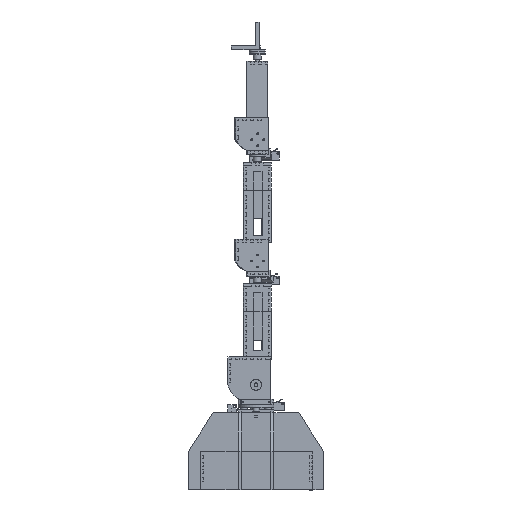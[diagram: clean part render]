
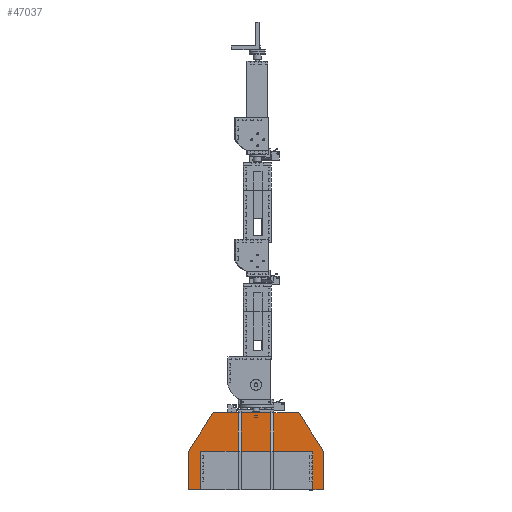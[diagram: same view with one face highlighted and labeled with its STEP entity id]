
A CAD part, front view. The second image highlights one B-rep face of the part: STEP entity #47037.
In plain terms, the highlighted planar face has unit normal (0, -1, 0).
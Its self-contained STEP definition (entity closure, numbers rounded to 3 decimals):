
#3138=FACE_OUTER_BOUND('',#5689,.T.);
#5689=EDGE_LOOP('',(#37633,#37634,#37635,#37636,#37637,#37638,#37639,#37640,
#37641,#37642,#37643,#37644,#37645,#37646,#37647,#37648,#37649,#37650,#37651,
#37652,#37653,#37654));
#10427=LINE('',#71970,#16618);
#10431=LINE('',#71979,#16622);
#10435=LINE('',#71986,#16626);
#10438=LINE('',#71992,#16629);
#10459=LINE('',#72033,#16650);
#10461=LINE('',#72037,#16652);
#10463=LINE('',#72041,#16654);
#10465=LINE('',#72045,#16656);
#10467=LINE('',#72049,#16658);
#10468=LINE('',#72051,#16659);
#10470=LINE('',#72055,#16661);
#10472=LINE('',#72060,#16663);
#10475=LINE('',#72065,#16666);
#10476=LINE('',#72068,#16667);
#10478=LINE('',#72071,#16669);
#10479=LINE('',#72074,#16670);
#10481=LINE('',#72077,#16672);
#10482=LINE('',#72079,#16673);
#10483=LINE('',#72081,#16674);
#10484=LINE('',#72083,#16675);
#10485=LINE('',#72085,#16676);
#10486=LINE('',#72086,#16677);
#16618=VECTOR('',#58562,10.);
#16622=VECTOR('',#58568,10.);
#16626=VECTOR('',#58574,10.);
#16629=VECTOR('',#58579,10.);
#16650=VECTOR('',#58604,10.);
#16652=VECTOR('',#58608,10.);
#16654=VECTOR('',#58612,10.);
#16656=VECTOR('',#58616,10.);
#16658=VECTOR('',#58620,10.);
#16659=VECTOR('',#58623,10.);
#16661=VECTOR('',#58627,10.);
#16663=VECTOR('',#58631,10.);
#16666=VECTOR('',#58636,10.);
#16667=VECTOR('',#58639,10.);
#16669=VECTOR('',#58643,10.);
#16670=VECTOR('',#58646,10.);
#16672=VECTOR('',#58650,10.);
#16673=VECTOR('',#58651,10.);
#16674=VECTOR('',#58652,10.);
#16675=VECTOR('',#58653,10.);
#16676=VECTOR('',#58654,10.);
#16677=VECTOR('',#58655,10.);
#21727=VERTEX_POINT('',#71967);
#21728=VERTEX_POINT('',#71969);
#21731=VERTEX_POINT('',#71976);
#21732=VERTEX_POINT('',#71978);
#21734=VERTEX_POINT('',#71984);
#21736=VERTEX_POINT('',#71990);
#21753=VERTEX_POINT('',#72029);
#21754=VERTEX_POINT('',#72031);
#21755=VERTEX_POINT('',#72035);
#21756=VERTEX_POINT('',#72039);
#21757=VERTEX_POINT('',#72043);
#21758=VERTEX_POINT('',#72047);
#21759=VERTEX_POINT('',#72053);
#21760=VERTEX_POINT('',#72057);
#21761=VERTEX_POINT('',#72059);
#21762=VERTEX_POINT('',#72063);
#21763=VERTEX_POINT('',#72067);
#21764=VERTEX_POINT('',#72073);
#21765=VERTEX_POINT('',#72078);
#21766=VERTEX_POINT('',#72080);
#21767=VERTEX_POINT('',#72082);
#21768=VERTEX_POINT('',#72084);
#27306=EDGE_CURVE('',#21728,#21727,#10427,.T.);
#27310=EDGE_CURVE('',#21732,#21731,#10431,.T.);
#27314=EDGE_CURVE('',#21734,#21727,#10435,.T.);
#27317=EDGE_CURVE('',#21731,#21736,#10438,.T.);
#27338=EDGE_CURVE('',#21754,#21753,#10459,.T.);
#27340=EDGE_CURVE('',#21736,#21755,#10461,.F.);
#27342=EDGE_CURVE('',#21755,#21756,#10463,.T.);
#27344=EDGE_CURVE('',#21756,#21757,#10465,.T.);
#27346=EDGE_CURVE('',#21757,#21758,#10467,.T.);
#27347=EDGE_CURVE('',#21754,#21732,#10468,.T.);
#27349=EDGE_CURVE('',#21759,#21753,#10470,.T.);
#27351=EDGE_CURVE('',#21761,#21760,#10472,.T.);
#27354=EDGE_CURVE('',#21762,#21760,#10475,.T.);
#27355=EDGE_CURVE('',#21759,#21763,#10476,.T.);
#27357=EDGE_CURVE('',#21763,#21762,#10478,.T.);
#27358=EDGE_CURVE('',#21728,#21764,#10479,.T.);
#27360=EDGE_CURVE('',#21761,#21734,#10481,.T.);
#27361=EDGE_CURVE('',#21758,#21765,#10482,.F.);
#27362=EDGE_CURVE('',#21765,#21766,#10483,.T.);
#27363=EDGE_CURVE('',#21766,#21767,#10484,.T.);
#27364=EDGE_CURVE('',#21767,#21768,#10485,.T.);
#27365=EDGE_CURVE('',#21768,#21764,#10486,.F.);
#37633=ORIENTED_EDGE('',*,*,#27306,.T.);
#37634=ORIENTED_EDGE('',*,*,#27314,.F.);
#37635=ORIENTED_EDGE('',*,*,#27360,.F.);
#37636=ORIENTED_EDGE('',*,*,#27351,.T.);
#37637=ORIENTED_EDGE('',*,*,#27354,.F.);
#37638=ORIENTED_EDGE('',*,*,#27357,.F.);
#37639=ORIENTED_EDGE('',*,*,#27355,.F.);
#37640=ORIENTED_EDGE('',*,*,#27349,.T.);
#37641=ORIENTED_EDGE('',*,*,#27338,.F.);
#37642=ORIENTED_EDGE('',*,*,#27347,.T.);
#37643=ORIENTED_EDGE('',*,*,#27310,.T.);
#37644=ORIENTED_EDGE('',*,*,#27317,.T.);
#37645=ORIENTED_EDGE('',*,*,#27340,.T.);
#37646=ORIENTED_EDGE('',*,*,#27342,.T.);
#37647=ORIENTED_EDGE('',*,*,#27344,.T.);
#37648=ORIENTED_EDGE('',*,*,#27346,.T.);
#37649=ORIENTED_EDGE('',*,*,#27361,.T.);
#37650=ORIENTED_EDGE('',*,*,#27362,.T.);
#37651=ORIENTED_EDGE('',*,*,#27363,.T.);
#37652=ORIENTED_EDGE('',*,*,#27364,.T.);
#37653=ORIENTED_EDGE('',*,*,#27365,.T.);
#37654=ORIENTED_EDGE('',*,*,#27358,.F.);
#44721=PLANE('',#50493);
#47037=ADVANCED_FACE('',(#3138),#44721,.T.);
#50493=AXIS2_PLACEMENT_3D('',#72076,#58648,#58649);
#58562=DIRECTION('',(-0.541,0.,0.841));
#58568=DIRECTION('',(-0.541,0.,-0.841));
#58574=DIRECTION('',(1.,0.,0.));
#58579=DIRECTION('',(0.,0.,-1.));
#58604=DIRECTION('',(0.,0.,-1.));
#58608=DIRECTION('',(-1.,0.,0.));
#58612=DIRECTION('',(0.,0.,1.));
#58616=DIRECTION('',(1.,0.,0.));
#58620=DIRECTION('',(0.,0.,-1.));
#58623=DIRECTION('',(-1.,0.,0.));
#58627=DIRECTION('',(-1.,0.,0.));
#58631=DIRECTION('',(-1.,0.,0.));
#58636=DIRECTION('',(0.,0.,-1.));
#58639=DIRECTION('',(0.,0.,1.));
#58643=DIRECTION('',(1.,0.,0.));
#58646=DIRECTION('',(0.,0.,-1.));
#58648=DIRECTION('center_axis',(0.,-1.,0.));
#58649=DIRECTION('ref_axis',(0.,0.,-1.));
#58650=DIRECTION('',(0.,0.,1.));
#58651=DIRECTION('',(-1.,0.,0.));
#58652=DIRECTION('',(0.,0.,1.));
#58653=DIRECTION('',(1.,0.,0.));
#58654=DIRECTION('',(0.,0.,-1.));
#58655=DIRECTION('',(-1.,0.,0.));
#71967=CARTESIAN_POINT('',(86.,-36.,145.5));
#71969=CARTESIAN_POINT('',(136.,-36.,67.75));
#71970=CARTESIAN_POINT('',(103.686,-36.,117.999));
#71976=CARTESIAN_POINT('',(-136.,-36.,67.75));
#71978=CARTESIAN_POINT('',(-86.,-36.,145.5));
#71979=CARTESIAN_POINT('',(-68.153,-36.,173.251));
#71984=CARTESIAN_POINT('',(36.,-36.,145.5));
#71986=CARTESIAN_POINT('',(36.,-36.,145.5));
#71990=CARTESIAN_POINT('',(-136.,-36.,-10.));
#71992=CARTESIAN_POINT('',(-136.,-36.,115.5));
#72029=CARTESIAN_POINT('',(-36.,-36.,67.75));
#72031=CARTESIAN_POINT('',(-36.,-36.,145.5));
#72033=CARTESIAN_POINT('',(-36.,-36.,115.5));
#72035=CARTESIAN_POINT('',(-111.25,-36.,-10.));
#72037=CARTESIAN_POINT('',(-18.,-36.,-10.));
#72039=CARTESIAN_POINT('',(-111.25,-36.,68.));
#72041=CARTESIAN_POINT('',(-111.25,-36.,52.75));
#72043=CARTESIAN_POINT('',(-104.75,-36.,68.));
#72045=CARTESIAN_POINT('',(-73.625,-36.,68.));
#72047=CARTESIAN_POINT('',(-104.75,-36.,-10.));
#72049=CARTESIAN_POINT('',(-104.75,-36.,91.75));
#72051=CARTESIAN_POINT('',(-36.,-36.,145.5));
#72053=CARTESIAN_POINT('',(-30.,-36.,67.75));
#72055=CARTESIAN_POINT('',(36.,-36.,67.75));
#72057=CARTESIAN_POINT('',(30.,-36.,67.75));
#72059=CARTESIAN_POINT('',(36.,-36.,67.75));
#72060=CARTESIAN_POINT('',(36.,-36.,67.75));
#72063=CARTESIAN_POINT('',(30.,-36.,145.5));
#72065=CARTESIAN_POINT('',(30.,-36.,115.5));
#72067=CARTESIAN_POINT('',(-30.,-36.,145.5));
#72068=CARTESIAN_POINT('',(-30.,-36.,147.));
#72071=CARTESIAN_POINT('',(-30.,-36.,145.5));
#72073=CARTESIAN_POINT('',(136.,-36.,-10.));
#72074=CARTESIAN_POINT('',(136.,-36.,145.5));
#72076=CARTESIAN_POINT('Origin',(36.,-36.,145.5));
#72077=CARTESIAN_POINT('',(36.,-36.,145.5));
#72078=CARTESIAN_POINT('',(107.75,-36.,-10.));
#72079=CARTESIAN_POINT('',(68.,-36.,-10.));
#72080=CARTESIAN_POINT('',(107.75,-36.,68.));
#72081=CARTESIAN_POINT('',(107.75,-36.,67.75));
#72082=CARTESIAN_POINT('',(114.25,-36.,68.));
#72083=CARTESIAN_POINT('',(71.875,-36.,68.));
#72084=CARTESIAN_POINT('',(114.25,-36.,-10.));
#72085=CARTESIAN_POINT('',(114.25,-36.,106.75));
#72086=CARTESIAN_POINT('',(68.,-36.,-10.));
